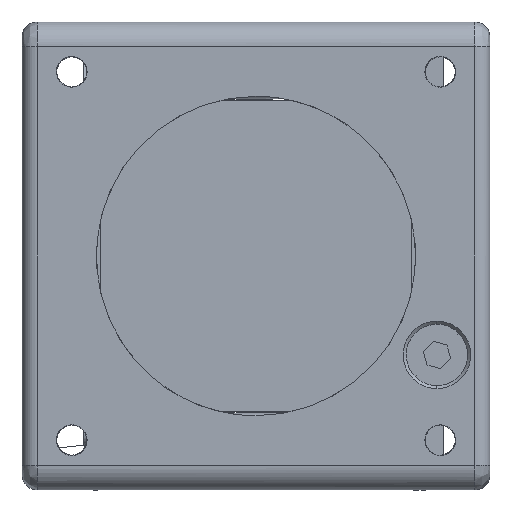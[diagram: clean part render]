
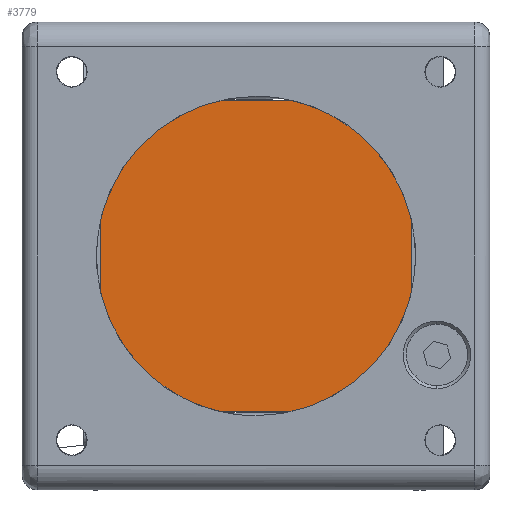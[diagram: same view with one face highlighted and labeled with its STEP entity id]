
A CAD part, left-side view. The second image highlights one B-rep face of the part: STEP entity #3779.
In plain terms, the highlighted free-form (B-spline) face has degree [1, 1] with [2, 2] control points.
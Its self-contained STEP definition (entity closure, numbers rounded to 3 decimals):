
#26 = EDGE_CURVE ( 'NONE', #7423, #1640, #5425, .T. ) ;
#49 = FACE_OUTER_BOUND ( 'NONE', #3664, .T. ) ;
#522 = CARTESIAN_POINT ( 'NONE',  ( -342.551, 0.886, 25.4 ) ) ;
#524 = B_SPLINE_SURFACE_WITH_KNOTS ( 'NONE', 1, 1, ( 
 ( #4381, #7215 ),
 ( #3968, #2455 ) ),
 .UNSPECIFIED., .F., .F., .F.,
 ( 2, 2 ),
 ( 2, 2 ),
 ( 0., 1. ),
 ( 0., 1. ),
 .UNSPECIFIED. ) ;
#697 = ORIENTED_EDGE ( 'NONE', *, *, #6156, .T. ) ;
#900 = CARTESIAN_POINT ( 'NONE',  ( -342.551, 26.286, 25.4 ) ) ;
#1640 = VERTEX_POINT ( 'NONE', #2710 ) ;
#1796 = EDGE_CURVE ( 'NONE', #1640, #6013, #7712, .T. ) ;
#1810 = CARTESIAN_POINT ( 'NONE',  ( -342.551, 0.886, 50.8 ) ) ;
#1975 = CARTESIAN_POINT ( 'NONE',  ( -342.551, 26.286, 50.8 ) ) ;
#2023 = CARTESIAN_POINT ( 'NONE',  ( -342.551, 26.286, 25.4 ) ) ;
#2455 = CARTESIAN_POINT ( 'NONE',  ( -342.551, 0.886, 50.8 ) ) ;
#2710 = CARTESIAN_POINT ( 'NONE',  ( -342.551, 0.886, 50.8 ) ) ;
#3292 = ORIENTED_EDGE ( 'NONE', *, *, #1796, .T. ) ;
#3664 = EDGE_LOOP ( 'NONE', ( #3292, #697, #4448, #7524 ) ) ;
#3779 = ADVANCED_FACE ( 'NONE', ( #49 ), #524, .T. ) ;
#3968 = CARTESIAN_POINT ( 'NONE',  ( -342.551, 0.886, 25.4 ) ) ;
#3971 = CARTESIAN_POINT ( 'NONE',  ( -342.551, 26.286, 50.8 ) ) ;
#4381 = CARTESIAN_POINT ( 'NONE',  ( -342.551, 26.286, 25.4 ) ) ;
#4448 = ORIENTED_EDGE ( 'NONE', *, *, #4643, .F. ) ;
#4643 = EDGE_CURVE ( 'NONE', #7423, #5377, #6175, .T. ) ;
#4812 = B_SPLINE_CURVE_WITH_KNOTS ( 'NONE', 1,
 ( #1975, #2023 ),
 .UNSPECIFIED., .F., .F.,
 ( 2, 2 ),
 ( -1., 0. ),
 .UNSPECIFIED. ) ;
#5377 = VERTEX_POINT ( 'NONE', #900 ) ;
#5425 = B_SPLINE_CURVE_WITH_KNOTS ( 'NONE', 1,
 ( #9114, #9092 ),
 .UNSPECIFIED., .F., .F.,
 ( 2, 2 ),
 ( 0., 1. ),
 .UNSPECIFIED. ) ;
#5955 = CARTESIAN_POINT ( 'NONE',  ( -342.551, 0.886, 25.4 ) ) ;
#6013 = VERTEX_POINT ( 'NONE', #3971 ) ;
#6156 = EDGE_CURVE ( 'NONE', #6013, #5377, #4812, .T. ) ;
#6175 = B_SPLINE_CURVE_WITH_KNOTS ( 'NONE', 1,
 ( #5955, #8036 ),
 .UNSPECIFIED., .F., .F.,
 ( 2, 2 ),
 ( -1., 0. ),
 .UNSPECIFIED. ) ;
#7215 = CARTESIAN_POINT ( 'NONE',  ( -342.551, 26.286, 50.8 ) ) ;
#7423 = VERTEX_POINT ( 'NONE', #522 ) ;
#7524 = ORIENTED_EDGE ( 'NONE', *, *, #26, .T. ) ;
#7712 = B_SPLINE_CURVE_WITH_KNOTS ( 'NONE', 1,
 ( #1810, #8285 ),
 .UNSPECIFIED., .F., .F.,
 ( 2, 2 ),
 ( -1., 0. ),
 .UNSPECIFIED. ) ;
#8036 = CARTESIAN_POINT ( 'NONE',  ( -342.551, 26.286, 25.4 ) ) ;
#8285 = CARTESIAN_POINT ( 'NONE',  ( -342.551, 26.286, 50.8 ) ) ;
#9092 = CARTESIAN_POINT ( 'NONE',  ( -342.551, 0.886, 50.8 ) ) ;
#9114 = CARTESIAN_POINT ( 'NONE',  ( -342.551, 0.886, 25.4 ) ) ;
